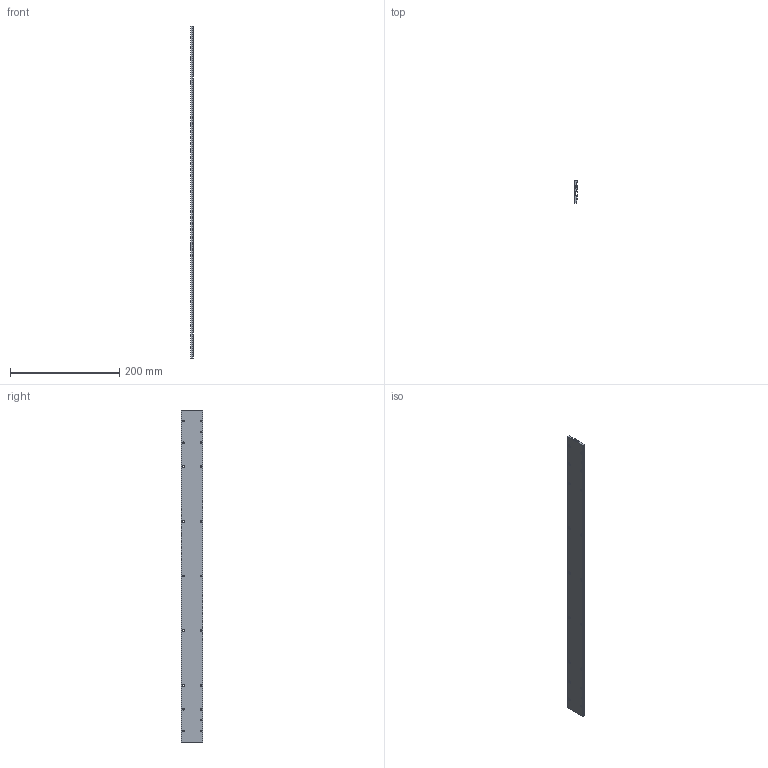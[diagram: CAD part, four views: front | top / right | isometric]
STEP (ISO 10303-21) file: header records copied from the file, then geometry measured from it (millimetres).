
FILE_DESCRIPTION(/* description */ ('STEP AP214'),/* implementation_level */ '2;1');
FILE_NAME(/* name */ '525686_SLG-S-8-500',/* time_stamp */ '2024-09-15T07:16:15+02:00',/* author */ ('License CC BY-ND 4.0'),/* organization */ ('CADENAS'),/* preprocessor_version */ 'ST-DEVELOPER v19.3',/* originating_system */ 'PARTsolutions',/* authorisation */ ' ');
FILE_SCHEMA (('AUTOMOTIVE_DESIGN {1 0 10303 214 3 1 1}'));
Length unit declared in the file: millimetre
Products named in the file (1): 525686 SLG-S-8-500
Bounding box: 4.8 x 39.6 x 607 mm (x, y, z)
Volume: 78207.9 mm3; surface area: 70201.4 mm2
Topology: 1 solids, 1 shells, 131 faces, 367 edges, 247 vertices
Faces by surface type: plane 77, cylinder 54
Full cylindrical faces by diameter (mm): 3 x2, 3.4 x18, 6 x18
Entity records: 4048 total; most frequent: DIRECTION 712, CARTESIAN_POINT 676, ORIENTED_EDGE 626, EDGE_CURVE 313, AXIS2_PLACEMENT_3D 267, VERTEX_POINT 231, EDGE_LOOP 218, FACE_BOUND 218
